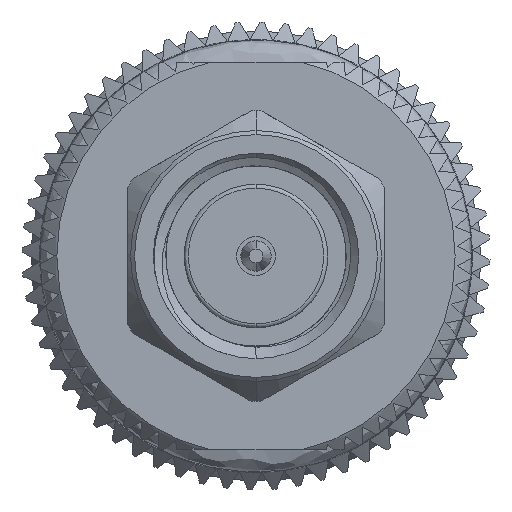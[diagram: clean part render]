
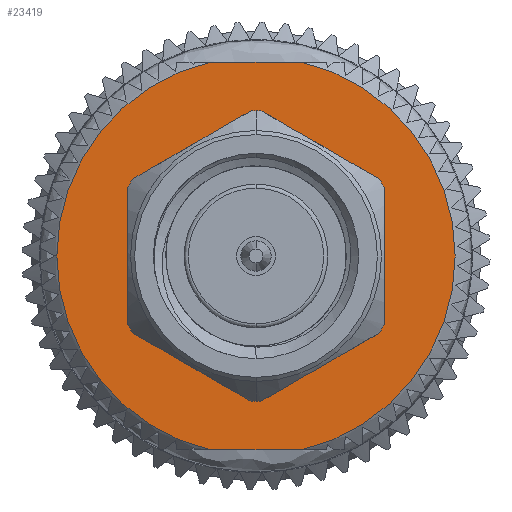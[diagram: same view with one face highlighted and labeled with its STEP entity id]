
A CAD part, left-side view. The second image highlights one B-rep face of the part: STEP entity #23419.
In plain terms, the highlighted planar face has unit normal (-1, 0, 0).
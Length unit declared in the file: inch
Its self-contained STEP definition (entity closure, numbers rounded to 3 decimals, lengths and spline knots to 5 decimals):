
#103 = EDGE_CURVE ( 'NONE', #1730, #17065, #24107, .T. ) ;
#472 = EDGE_CURVE ( 'NONE', #721, #8584, #15392, .T. ) ;
#577 = DIRECTION ( 'NONE',  ( 0., -1., 0. ) ) ;
#721 = VERTEX_POINT ( 'NONE', #17473 ) ;
#1730 = VERTEX_POINT ( 'NONE', #3006 ) ;
#1908 = EDGE_LOOP ( 'NONE', ( #6914, #17811 ) ) ;
#1912 = DIRECTION ( 'NONE',  ( 1., 0., 0. ) ) ;
#3006 = CARTESIAN_POINT ( 'NONE',  ( 0.35931, -0.11324, 0. ) ) ;
#4154 = EDGE_CURVE ( 'NONE', #4966, #7790, #13809, .T. ) ;
#4162 = VECTOR ( 'NONE', #10747, 39.37008 ) ;
#4264 = CARTESIAN_POINT ( 'NONE',  ( 0.35931, 0.055, -0.23622 ) ) ;
#4406 = CARTESIAN_POINT ( 'NONE',  ( 0.35931, 0.055, 0.23622 ) ) ;
#4966 = VERTEX_POINT ( 'NONE', #4406 ) ;
#5406 = CARTESIAN_POINT ( 'NONE',  ( 0.35931, 0.11324, 0. ) ) ;
#5670 = DIRECTION ( 'NONE',  ( 0., -1., 0. ) ) ;
#5782 = CARTESIAN_POINT ( 'NONE',  ( 0.35931, 0., 0. ) ) ;
#5922 = DIRECTION ( 'NONE',  ( 0., 1., 0. ) ) ;
#6914 = ORIENTED_EDGE ( 'NONE', *, *, #103, .F. ) ;
#7644 = DIRECTION ( 'NONE',  ( 0., -1., 0. ) ) ;
#7790 = VERTEX_POINT ( 'NONE', #17501 ) ;
#8584 = VERTEX_POINT ( 'NONE', #4264 ) ;
#8713 = DIRECTION ( 'NONE',  ( -1., 0., 0. ) ) ;
#8745 = CARTESIAN_POINT ( 'NONE',  ( 0.35931, 0., 0. ) ) ;
#8821 = ORIENTED_EDGE ( 'NONE', *, *, #472, .T. ) ;
#9044 = AXIS2_PLACEMENT_3D ( 'NONE', #16782, #22558, #5670 ) ;
#9505 = EDGE_CURVE ( 'NONE', #17546, #7790, #10559, .T. ) ;
#9649 = ORIENTED_EDGE ( 'NONE', *, *, #9505, .T. ) ;
#9693 = FACE_BOUND ( 'NONE', #1908, .T. ) ;
#9976 = LINE ( 'NONE', #10679, #4162 ) ;
#10037 = EDGE_CURVE ( 'NONE', #17546, #8584, #9976, .T. ) ;
#10559 = CIRCLE ( 'NONE', #16498, 0.24254 ) ;
#10645 = CARTESIAN_POINT ( 'NONE',  ( 0.35931, 0., 0. ) ) ;
#10679 = CARTESIAN_POINT ( 'NONE',  ( 0.35931, 0.24254, -0.23622 ) ) ;
#10747 = DIRECTION ( 'NONE',  ( 0., 1., 0. ) ) ;
#10795 = DIRECTION ( 'NONE',  ( 0., -1., 0. ) ) ;
#10939 = CARTESIAN_POINT ( 'NONE',  ( 0.35931, -0.055, -0.23622 ) ) ;
#11393 = EDGE_CURVE ( 'NONE', #4966, #721, #12578, .T. ) ;
#11615 = EDGE_LOOP ( 'NONE', ( #17213, #9649, #15362, #23777, #8821 ) ) ;
#12578 = CIRCLE ( 'NONE', #9044, 0.24254 ) ;
#13809 = LINE ( 'NONE', #22954, #15262 ) ;
#14190 = DIRECTION ( 'NONE',  ( 0., -1., 0. ) ) ;
#15154 = AXIS2_PLACEMENT_3D ( 'NONE', #16682, #17989, #14190 ) ;
#15194 = DIRECTION ( 'NONE',  ( -1., 0., 0. ) ) ;
#15262 = VECTOR ( 'NONE', #577, 39.37008 ) ;
#15265 = CARTESIAN_POINT ( 'NONE',  ( 0.35931, 0.24254, 0. ) ) ;
#15362 = ORIENTED_EDGE ( 'NONE', *, *, #4154, .F. ) ;
#15392 = CIRCLE ( 'NONE', #17907, 0.24254 ) ;
#16498 = AXIS2_PLACEMENT_3D ( 'NONE', #5782, #15194, #7644 ) ;
#16682 = CARTESIAN_POINT ( 'NONE',  ( 0.35931, 0., 0. ) ) ;
#16782 = CARTESIAN_POINT ( 'NONE',  ( 0.35931, 0., 0. ) ) ;
#17048 = PLANE ( 'NONE',  #23731 ) ;
#17065 = VERTEX_POINT ( 'NONE', #5406 ) ;
#17213 = ORIENTED_EDGE ( 'NONE', *, *, #10037, .F. ) ;
#17473 = CARTESIAN_POINT ( 'NONE',  ( 0.35931, 0.24254, 0. ) ) ;
#17501 = CARTESIAN_POINT ( 'NONE',  ( 0.35931, -0.055, 0.23622 ) ) ;
#17546 = VERTEX_POINT ( 'NONE', #10939 ) ;
#17811 = ORIENTED_EDGE ( 'NONE', *, *, #22265, .F. ) ;
#17907 = AXIS2_PLACEMENT_3D ( 'NONE', #10645, #8713, #10795 ) ;
#17989 = DIRECTION ( 'NONE',  ( -1., 0., 0. ) ) ;
#18260 = DIRECTION ( 'NONE',  ( -1., 0., 0. ) ) ;
#18369 = AXIS2_PLACEMENT_3D ( 'NONE', #8745, #18260, #23629 ) ;
#18427 = FACE_OUTER_BOUND ( 'NONE', #11615, .T. ) ;
#22265 = EDGE_CURVE ( 'NONE', #17065, #1730, #23407, .T. ) ;
#22558 = DIRECTION ( 'NONE',  ( -1., 0., 0. ) ) ;
#22954 = CARTESIAN_POINT ( 'NONE',  ( 0.35931, 0.24254, 0.23622 ) ) ;
#23407 = CIRCLE ( 'NONE', #15154, 0.11324 ) ;
#23419 = ADVANCED_FACE ( 'NONE', ( #9693, #18427 ), #17048, .F. ) ;
#23629 = DIRECTION ( 'NONE',  ( 0., -1., 0. ) ) ;
#23731 = AXIS2_PLACEMENT_3D ( 'NONE', #15265, #1912, #5922 ) ;
#23777 = ORIENTED_EDGE ( 'NONE', *, *, #11393, .T. ) ;
#24107 = CIRCLE ( 'NONE', #18369, 0.11324 ) ;
